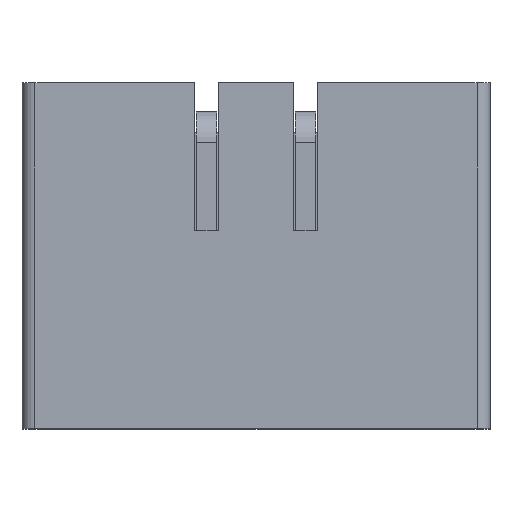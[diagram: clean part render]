
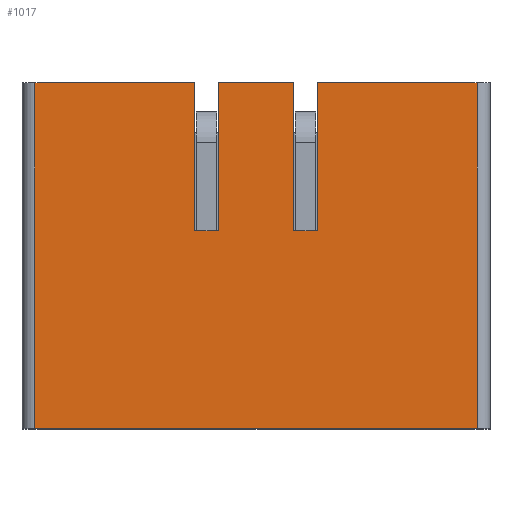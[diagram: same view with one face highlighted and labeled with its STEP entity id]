
A CAD part, top view. The second image highlights one B-rep face of the part: STEP entity #1017.
In plain terms, the highlighted planar face has unit normal (0, 0, 1).
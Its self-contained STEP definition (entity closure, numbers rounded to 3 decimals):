
#910=AXIS2_PLACEMENT_3D('Plane Axis2P3D',#907,#908,#909) ;
#84=CARTESIAN_POINT('Vertex',(17.51,0.,18.4)) ;
#87=CARTESIAN_POINT('Line Origine',(9.005,0.,18.4)) ;
#91=CARTESIAN_POINT('Vertex',(0.5,0.,18.4)) ;
#907=CARTESIAN_POINT('Axis2P3D Location',(4.8,13.3,18.4)) ;
#912=CARTESIAN_POINT('Line Origine',(9.005,13.3,18.4)) ;
#916=CARTESIAN_POINT('Vertex',(7.55,13.3,18.4)) ;
#918=CARTESIAN_POINT('Vertex',(10.46,13.3,18.4)) ;
#921=CARTESIAN_POINT('Line Origine',(7.55,10.45,18.4)) ;
#925=CARTESIAN_POINT('Vertex',(7.55,7.6,18.4)) ;
#928=CARTESIAN_POINT('Line Origine',(7.1,7.6,18.4)) ;
#932=CARTESIAN_POINT('Vertex',(6.65,7.6,18.4)) ;
#935=CARTESIAN_POINT('Line Origine',(6.65,10.45,18.4)) ;
#939=CARTESIAN_POINT('Vertex',(6.65,13.3,18.4)) ;
#942=CARTESIAN_POINT('Line Origine',(5.725,13.3,18.4)) ;
#946=CARTESIAN_POINT('Vertex',(4.8,13.3,18.4)) ;
#949=CARTESIAN_POINT('Line Origine',(2.65,13.3,18.4)) ;
#953=CARTESIAN_POINT('Vertex',(0.5,13.3,18.4)) ;
#956=CARTESIAN_POINT('Line Origine',(0.5,6.65,18.4)) ;
#961=CARTESIAN_POINT('Line Origine',(17.51,6.65,18.4)) ;
#965=CARTESIAN_POINT('Vertex',(17.51,13.3,18.4)) ;
#968=CARTESIAN_POINT('Line Origine',(15.36,13.3,18.4)) ;
#972=CARTESIAN_POINT('Vertex',(13.21,13.3,18.4)) ;
#975=CARTESIAN_POINT('Line Origine',(12.285,13.3,18.4)) ;
#979=CARTESIAN_POINT('Vertex',(11.36,13.3,18.4)) ;
#982=CARTESIAN_POINT('Line Origine',(11.36,10.45,18.4)) ;
#986=CARTESIAN_POINT('Vertex',(11.36,7.6,18.4)) ;
#989=CARTESIAN_POINT('Line Origine',(10.91,7.6,18.4)) ;
#993=CARTESIAN_POINT('Vertex',(10.46,7.6,18.4)) ;
#996=CARTESIAN_POINT('Line Origine',(10.46,10.45,18.4)) ;
#88=DIRECTION('Vector Direction',(1.,0.,0.)) ;
#908=DIRECTION('Axis2P3D Direction',(-0.,0.,1.)) ;
#909=DIRECTION('Axis2P3D XDirection',(0.,-1.,0.)) ;
#913=DIRECTION('Vector Direction',(1.,0.,0.)) ;
#922=DIRECTION('Vector Direction',(0.,-1.,0.)) ;
#929=DIRECTION('Vector Direction',(-1.,0.,0.)) ;
#936=DIRECTION('Vector Direction',(0.,-1.,0.)) ;
#943=DIRECTION('Vector Direction',(1.,0.,0.)) ;
#950=DIRECTION('Vector Direction',(1.,0.,0.)) ;
#957=DIRECTION('Vector Direction',(0.,1.,0.)) ;
#962=DIRECTION('Vector Direction',(0.,1.,0.)) ;
#969=DIRECTION('Vector Direction',(1.,0.,0.)) ;
#976=DIRECTION('Vector Direction',(1.,0.,0.)) ;
#983=DIRECTION('Vector Direction',(0.,-1.,0.)) ;
#990=DIRECTION('Vector Direction',(-1.,0.,0.)) ;
#997=DIRECTION('Vector Direction',(0.,-1.,0.)) ;
#89=VECTOR('Line Direction',#88,1.) ;
#914=VECTOR('Line Direction',#913,1.) ;
#923=VECTOR('Line Direction',#922,1.) ;
#930=VECTOR('Line Direction',#929,1.) ;
#937=VECTOR('Line Direction',#936,1.) ;
#944=VECTOR('Line Direction',#943,1.) ;
#951=VECTOR('Line Direction',#950,1.) ;
#958=VECTOR('Line Direction',#957,1.) ;
#963=VECTOR('Line Direction',#962,1.) ;
#970=VECTOR('Line Direction',#969,1.) ;
#977=VECTOR('Line Direction',#976,1.) ;
#984=VECTOR('Line Direction',#983,1.) ;
#991=VECTOR('Line Direction',#990,1.) ;
#998=VECTOR('Line Direction',#997,1.) ;
#1002=ORIENTED_EDGE('',*,*,#920,.F.) ;
#1003=ORIENTED_EDGE('',*,*,#927,.T.) ;
#1004=ORIENTED_EDGE('',*,*,#934,.T.) ;
#1005=ORIENTED_EDGE('',*,*,#941,.T.) ;
#1006=ORIENTED_EDGE('',*,*,#948,.F.) ;
#1007=ORIENTED_EDGE('',*,*,#955,.F.) ;
#1008=ORIENTED_EDGE('',*,*,#960,.F.) ;
#1009=ORIENTED_EDGE('',*,*,#93,.T.) ;
#1010=ORIENTED_EDGE('',*,*,#967,.T.) ;
#1011=ORIENTED_EDGE('',*,*,#974,.T.) ;
#1012=ORIENTED_EDGE('',*,*,#981,.F.) ;
#1013=ORIENTED_EDGE('',*,*,#988,.T.) ;
#1014=ORIENTED_EDGE('',*,*,#995,.T.) ;
#1015=ORIENTED_EDGE('',*,*,#1000,.T.) ;
#1017=ADVANCED_FACE('HOUSING',(#1016),#911,.T.) ;
#93=EDGE_CURVE('',#92,#85,#90,.T.) ;
#920=EDGE_CURVE('',#917,#919,#915,.T.) ;
#927=EDGE_CURVE('',#917,#926,#924,.T.) ;
#934=EDGE_CURVE('',#926,#933,#931,.T.) ;
#941=EDGE_CURVE('',#933,#940,#938,.F.) ;
#948=EDGE_CURVE('',#947,#940,#945,.T.) ;
#955=EDGE_CURVE('',#954,#947,#952,.T.) ;
#960=EDGE_CURVE('',#92,#954,#959,.T.) ;
#967=EDGE_CURVE('',#85,#966,#964,.T.) ;
#974=EDGE_CURVE('',#966,#973,#971,.F.) ;
#981=EDGE_CURVE('',#980,#973,#978,.T.) ;
#988=EDGE_CURVE('',#980,#987,#985,.T.) ;
#995=EDGE_CURVE('',#987,#994,#992,.T.) ;
#1000=EDGE_CURVE('',#994,#919,#999,.F.) ;
#1001=EDGE_LOOP('',(#1002,#1003,#1004,#1005,#1006,#1007,#1008,#1009,#1010,#1011,#1012,#1013,#1014,#1015)) ;
#1016=FACE_OUTER_BOUND('',#1001,.T.) ;
#90=LINE('Line',#87,#89) ;
#915=LINE('Line',#912,#914) ;
#924=LINE('Line',#921,#923) ;
#931=LINE('Line',#928,#930) ;
#938=LINE('Line',#935,#937) ;
#945=LINE('Line',#942,#944) ;
#952=LINE('Line',#949,#951) ;
#959=LINE('Line',#956,#958) ;
#964=LINE('Line',#961,#963) ;
#971=LINE('Line',#968,#970) ;
#978=LINE('Line',#975,#977) ;
#985=LINE('Line',#982,#984) ;
#992=LINE('Line',#989,#991) ;
#999=LINE('Line',#996,#998) ;
#911=PLANE('',#910) ;
#85=VERTEX_POINT('',#84) ;
#92=VERTEX_POINT('',#91) ;
#917=VERTEX_POINT('',#916) ;
#919=VERTEX_POINT('',#918) ;
#926=VERTEX_POINT('',#925) ;
#933=VERTEX_POINT('',#932) ;
#940=VERTEX_POINT('',#939) ;
#947=VERTEX_POINT('',#946) ;
#954=VERTEX_POINT('',#953) ;
#966=VERTEX_POINT('',#965) ;
#973=VERTEX_POINT('',#972) ;
#980=VERTEX_POINT('',#979) ;
#987=VERTEX_POINT('',#986) ;
#994=VERTEX_POINT('',#993) ;
